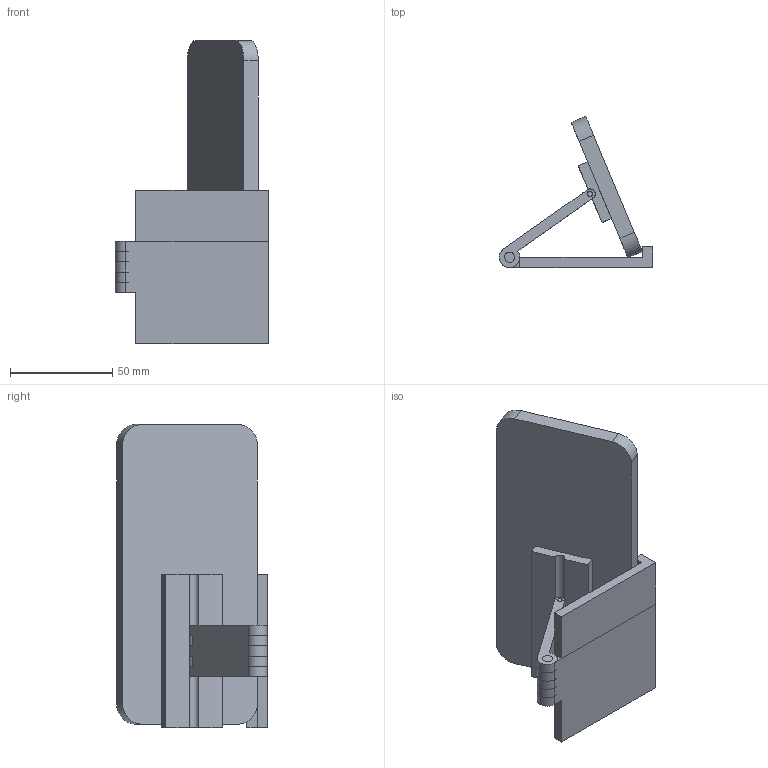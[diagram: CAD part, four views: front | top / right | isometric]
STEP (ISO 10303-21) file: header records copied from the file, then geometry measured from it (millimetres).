
FILE_DESCRIPTION(/* description */ (''),/* implementation_level */ '2;1');
FILE_NAME(/* name */ 'phone stand assembly.step',/* time_stamp */ '2025-12-02T22:23:58-05:00',/* author */ (''),/* organization */ (''),/* preprocessor_version */ 'ST-DEVELOPER v20.1',/* originating_system */ 'Autodesk Translation Framework v14.21.0.0',/* authorisation */ '');
FILE_SCHEMA (('AUTOMOTIVE_DESIGN { 1 0 10303 214 3 1 1 }'));
Length unit declared in the file: millimetre
Products named in the file (7): 2025-12-02-20-30-05-594; 2025-12-02-14-41-19-942; 2025-12-02-19-44-16-575; 2025-12-02-17-42-07-400; 2025-12-02-21-42-17-922; 2025-12-02-22-04-11-760; 2025-12-02-22-11-46-626
Assembly tree (6 placements, depth 2):
  2025-12-02-20-30-05-594
    2025-12-02-14-41-19-942
    2025-12-02-19-44-16-575
    2025-12-02-17-42-07-400
    2025-12-02-21-42-17-922
    2025-12-02-22-04-11-760
    2025-12-02-22-11-46-626
Bounding box: 75.09 x 73.77 x 148.35 mm (x, y, z)
Volume: 124452.6 mm3; surface area: 47499.1 mm2
Topology: 9 solids, 9 shells, 106 faces, 237 edges, 149 vertices
Faces by surface type: plane 69, cylinder 37
Full cylindrical faces by diameter (mm): 2.49 x1, 2.5 x2, 4.99 x1, 5 x5
Entity records: 3157 total; most frequent: DIRECTION 549, CARTESIAN_POINT 505, ORIENTED_EDGE 474, EDGE_CURVE 237, AXIS2_PLACEMENT_3D 193, LINE 163, VECTOR 163, VERTEX_POINT 149
